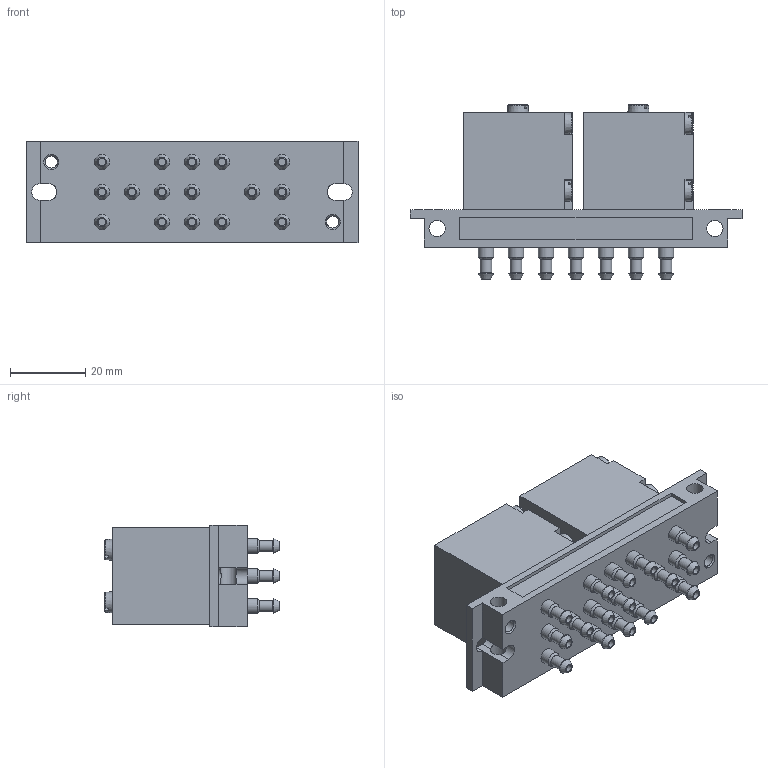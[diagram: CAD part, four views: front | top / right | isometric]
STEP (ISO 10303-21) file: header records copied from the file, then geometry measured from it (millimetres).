
FILE_DESCRIPTION(/* description */ ('STEP AP214'),/* implementation_level */ '2;1');
FILE_NAME(/* name */ '4245_VL_O-3-PK-3X2',/* time_stamp */ '2024-09-16T15:13:59+02:00',/* author */ ('License CC BY-ND 4.0'),/* organization */ ('CADENAS'),/* preprocessor_version */ 'ST-DEVELOPER v19.3',/* originating_system */ 'PARTsolutions',/* authorisation */ ' ');
FILE_SCHEMA (('AUTOMOTIVE_DESIGN {1 0 10303 214 3 1 1}'));
Length unit declared in the file: millimetre
Products named in the file (1): 4245 VL/O-3-PK-3x2
Bounding box: 88.5 x 46.5 x 27 mm (x, y, z)
Volume: 60571.2 mm3; surface area: 16372.3 mm2
Topology: 1 solids, 1 shells, 340 faces, 785 edges, 506 vertices
Faces by surface type: plane 168, cylinder 84, cone 48, torus 40
Full cylindrical faces by diameter (mm): 2 x16, 3 x16, 3.242 x4, 4.04 x32, 4.4 x2
Entity records: 11330 total; most frequent: CARTESIAN_POINT 1837, DIRECTION 1482, ORIENTED_EDGE 1240, AXIS2_PLACEMENT_3D 625, EDGE_CURVE 620, EDGE_LOOP 554, FACE_BOUND 554, VERTEX_POINT 476
